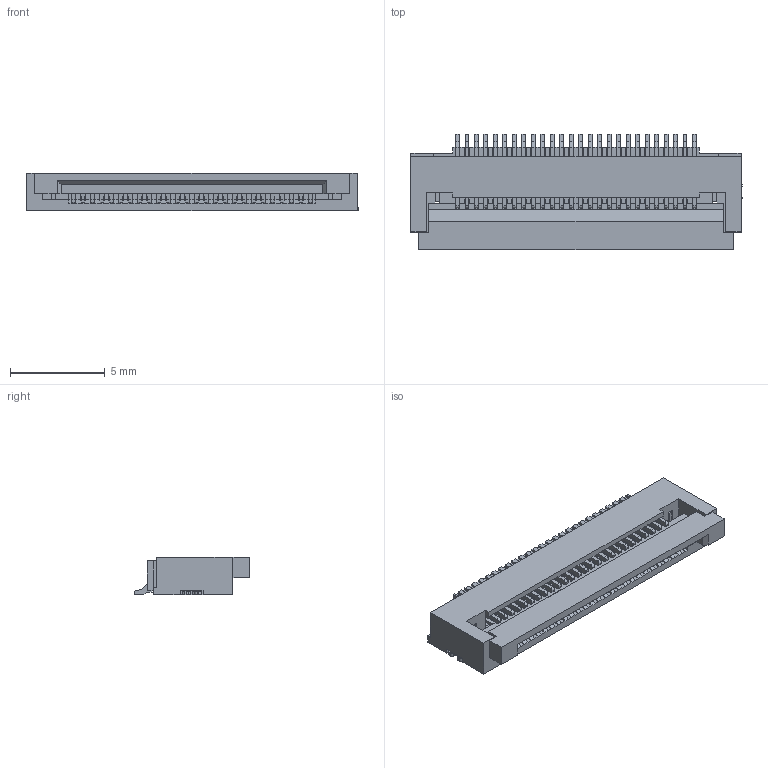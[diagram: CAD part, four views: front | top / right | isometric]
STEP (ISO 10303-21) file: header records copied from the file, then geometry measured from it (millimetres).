
FILE_DESCRIPTION (( 'STEP AP214' ), '1' );
FILE_NAME ('FPC-26PIN.STEP', '2024-12-02T05:35:18', ( '' ), ( '' ), 'SwSTEP 2.0', 'SolidWorks 2021', '' );
FILE_SCHEMA (( 'AUTOMOTIVE_DESIGN' ));
Length unit declared in the file: millimetre
Products named in the file (1): FPC-26PIN
Bounding box: 17.5 x 6.1 x 2 mm (x, y, z)
Volume: 116.9 mm3; surface area: 783.2 mm2
Topology: 23 solids, 23 shells, 1326 faces, 3842 edges, 2494 vertices
Faces by surface type: plane 1158, cylinder 168
Entity records: 46909 total; most frequent: ORIENTED_EDGE 7684, CARTESIAN_POINT 7663, DIRECTION 6832, EDGE_CURVE 3842, VECTOR 3506, LINE 3506, VERTEX_POINT 2494, AXIS2_PLACEMENT_3D 1663
